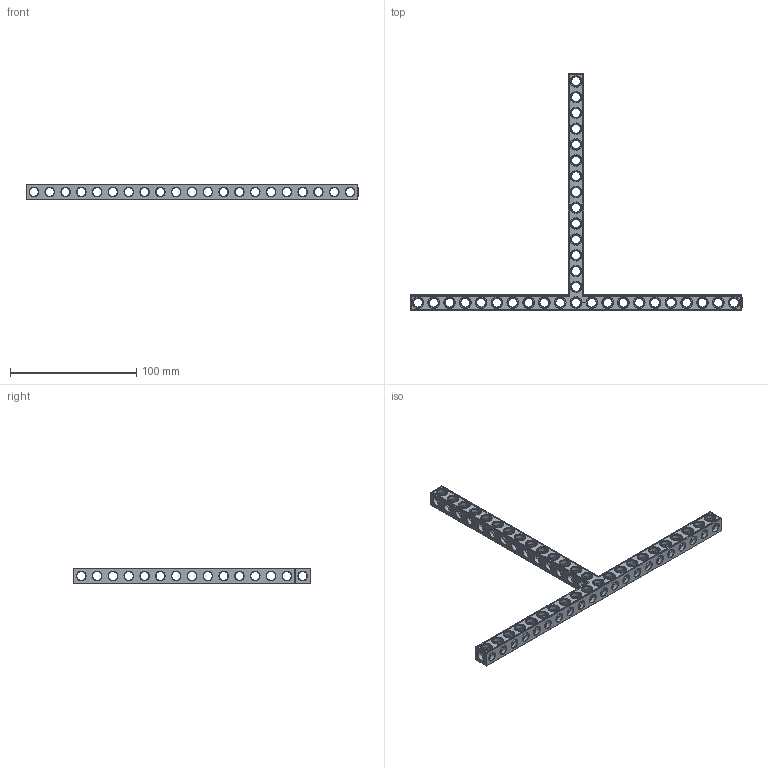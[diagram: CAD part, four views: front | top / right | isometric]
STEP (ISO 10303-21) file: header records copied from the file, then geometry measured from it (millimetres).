
FILE_DESCRIPTION(('FreeCAD Model'),'2;1');
FILE_NAME('Open CASCADE Shape Model','2022-01-29T23:01:31',( 'Paulo Kiefe'),('STEMFIE.org'),'Open CASCADE STEP processor 7.4', 'FreeCAD','Unknown');
FILE_SCHEMA(('AUTOMOTIVE_DESIGN { 1 0 10303 214 1 1 1 1 }'));
Products named in the file (1): Beam_TSH_SYM_ESS_BU21x15x01_-_SPN-BEM-1184_(stemfie.org)
Bounding box: 262.5 x 187.5 x 12.5 mm (x, y, z)
Volume: 34191.1 mm3; surface area: 30574.5 mm2
Topology: 1 solids, 1 shells, 905 faces, 2827 edges, 1855 vertices
Faces by surface type: plane 430, cylinder 213, cone 144, extrusion 118
Full cylindrical faces by diameter (mm): 6.98 x22, 7 x156, 9.2 x35
Entity records: 115977 total; most frequent: CARTESIAN_POINT 63375, DIRECTION 8591, ORIENTED_EDGE 5654, PCURVE 5654, DEFINITIONAL_REPRESENTATION 5654, VECTOR 5258, LINE 5140, EDGE_CURVE 2827
